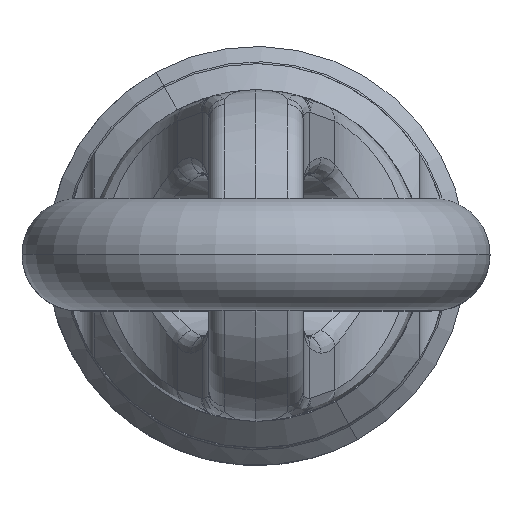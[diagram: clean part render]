
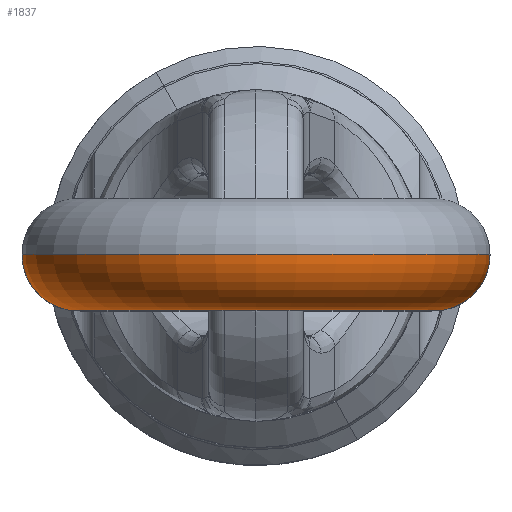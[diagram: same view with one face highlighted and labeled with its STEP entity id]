
A CAD part, top view. The second image highlights one B-rep face of the part: STEP entity #1837.
In plain terms, the highlighted toroidal (fillet/blend) face has major radius 51 mm and minor radius 16 mm.
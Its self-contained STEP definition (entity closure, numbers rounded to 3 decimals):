
#1798=CARTESIAN_POINT('Axis2P3D Location',(-0.198,0.,136.5)) ;
#1803=CARTESIAN_POINT('Axis2P3D Location',(-0.198,0.,136.5)) ;
#1807=CARTESIAN_POINT('Vertex',(-67.198,0.,136.5)) ;
#1809=CARTESIAN_POINT('Vertex',(66.802,0.,136.5)) ;
#1812=CARTESIAN_POINT('Axis2P3D Location',(-51.198,0.,136.5)) ;
#1816=CARTESIAN_POINT('Vertex',(-51.198,-16.,136.5)) ;
#1819=CARTESIAN_POINT('Axis2P3D Location',(-0.198,-16.,136.5)) ;
#1823=CARTESIAN_POINT('Vertex',(50.802,-16.,136.5)) ;
#1826=CARTESIAN_POINT('Axis2P3D Location',(50.802,0.,136.5)) ;
#1799=DIRECTION('Axis2P3D Direction',(0.,1.,0.)) ;
#1800=DIRECTION('Axis2P3D XDirection',(-1.,0.,0.)) ;
#1804=DIRECTION('Axis2P3D Direction',(0.,1.,0.)) ;
#1813=DIRECTION('Axis2P3D Direction',(0.,0.,-1.)) ;
#1820=DIRECTION('Axis2P3D Direction',(0.,1.,0.)) ;
#1827=DIRECTION('Axis2P3D Direction',(0.,0.,1.)) ;
#1801=AXIS2_PLACEMENT_3D('Torus Axis2P3D',#1798,#1799,#1800) ;
#1805=AXIS2_PLACEMENT_3D('Circle Axis2P3D',#1803,#1804,$) ;
#1814=AXIS2_PLACEMENT_3D('Circle Axis2P3D',#1812,#1813,$) ;
#1821=AXIS2_PLACEMENT_3D('Circle Axis2P3D',#1819,#1820,$) ;
#1828=AXIS2_PLACEMENT_3D('Circle Axis2P3D',#1826,#1827,$) ;
#1832=ORIENTED_EDGE('',*,*,#1811,.F.) ;
#1833=ORIENTED_EDGE('',*,*,#1818,.T.) ;
#1834=ORIENTED_EDGE('',*,*,#1825,.T.) ;
#1835=ORIENTED_EDGE('',*,*,#1830,.F.) ;
#1837=ADVANCED_FACE('YK8216-160C.1\\\X2\81E5935B7CBE52A05DE55716\X0\',(#1836),#1802,.T.) ;
#1806=CIRCLE('generated circle',#1805,67.) ;
#1815=CIRCLE('generated circle',#1814,16.) ;
#1822=CIRCLE('generated circle',#1821,51.) ;
#1829=CIRCLE('generated circle',#1828,16.) ;
#1802=TOROIDAL_SURFACE('homeo Torus',#1801,51.,16.) ;
#1811=EDGE_CURVE('',#1808,#1810,#1806,.T.) ;
#1818=EDGE_CURVE('',#1808,#1817,#1815,.F.) ;
#1825=EDGE_CURVE('',#1817,#1824,#1822,.T.) ;
#1830=EDGE_CURVE('',#1810,#1824,#1829,.F.) ;
#1831=EDGE_LOOP('',(#1832,#1833,#1834,#1835)) ;
#1836=FACE_OUTER_BOUND('',#1831,.T.) ;
#1808=VERTEX_POINT('',#1807) ;
#1810=VERTEX_POINT('',#1809) ;
#1817=VERTEX_POINT('',#1816) ;
#1824=VERTEX_POINT('',#1823) ;
